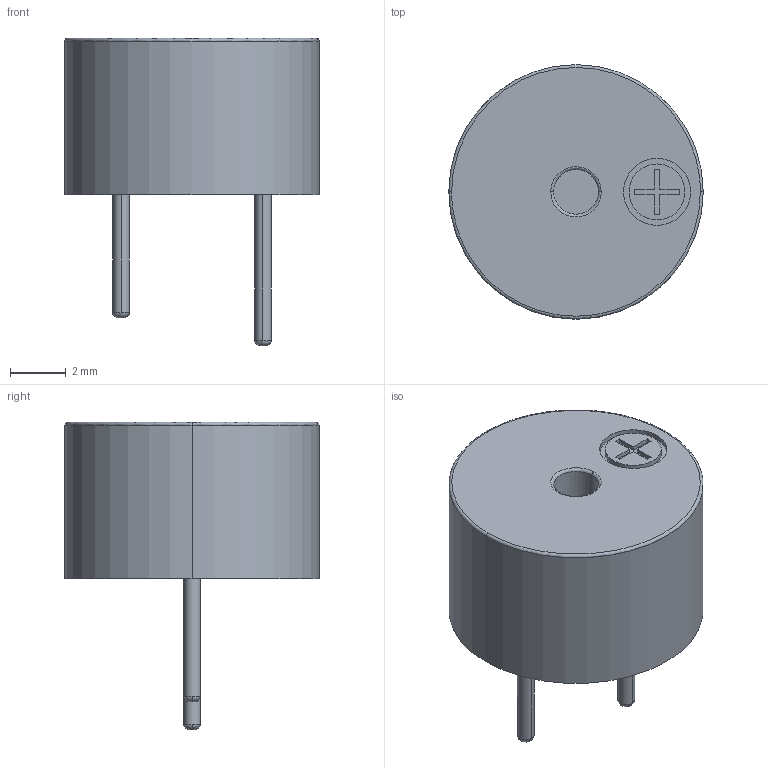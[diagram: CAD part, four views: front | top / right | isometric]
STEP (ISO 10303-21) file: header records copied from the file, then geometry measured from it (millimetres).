
FILE_DESCRIPTION (( 'STEP AP214' ), '1' );
FILE_NAME ('User Library-Buzzer_9mm.STEP', '2018-07-04T06:20:52', ( '' ), ( '' ), 'SwSTEP 2.0', 'SolidWorks 2018', '' );
FILE_SCHEMA (( 'AUTOMOTIVE_DESIGN' ));
Length unit declared in the file: millimetre
Products named in the file (5): User Library-Buzzer_9mm; User Library-Buzzer_9mm_Membran; User Library-Buzzer_9mm_Fillet003; User Library-Buzzer_9mm_Pin_-; User Library-Buzzer_9mm_Pin_+
Assembly tree (4 placements, depth 2):
  User Library-Buzzer_9mm
    User Library-Buzzer_9mm_Membran
    User Library-Buzzer_9mm_Pin_-
    User Library-Buzzer_9mm_Pin_+
    User Library-Buzzer_9mm_Fillet003
Bounding box: 9.1 x 9.1 x 11 mm (x, y, z)
Volume: 364.4 mm3; surface area: 369.2 mm2
Topology: 4 solids, 4 shells, 46 faces, 98 edges, 64 vertices
Faces by surface type: plane 24, cylinder 14, bspline 8
Entity records: 2102 total; most frequent: CARTESIAN_POINT 431, DIRECTION 212, ORIENTED_EDGE 196, EDGE_CURVE 98, AXIS2_PLACEMENT_3D 81, VERTEX_POINT 64, UNCERTAINTY_MEASURE_WITH_UNIT 59, PRESENTATION_STYLE_ASSIGNMENT 54
